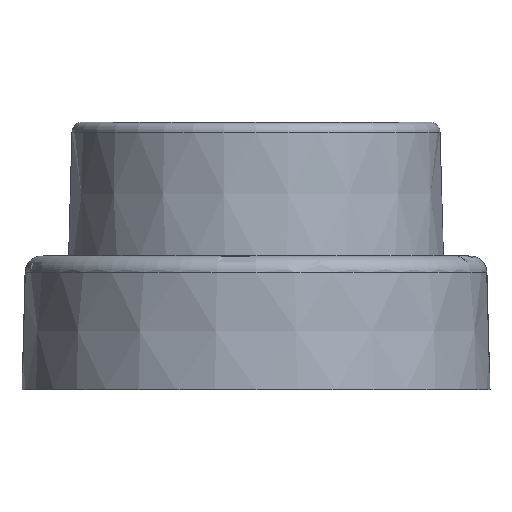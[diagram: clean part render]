
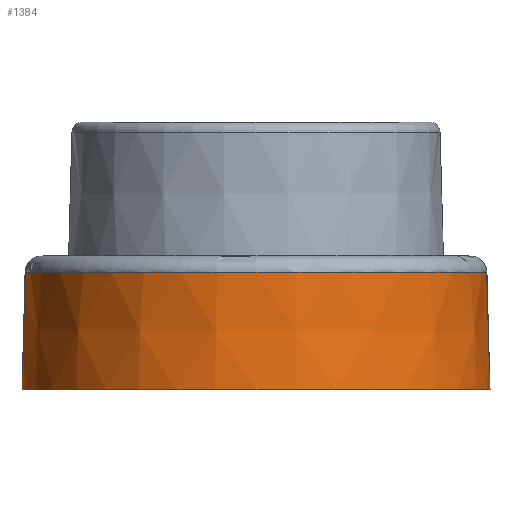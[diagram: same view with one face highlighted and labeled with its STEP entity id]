
A CAD part, left-side view. The second image highlights one B-rep face of the part: STEP entity #1384.
In plain terms, the highlighted conical face has half-angle 1.5 degrees and reference radius 25.4 mm.
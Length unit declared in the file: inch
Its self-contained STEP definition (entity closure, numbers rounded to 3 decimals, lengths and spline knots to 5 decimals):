
#81=CONICAL_SURFACE('',#1516,1.,0.026);
#97=LINE('',#2202,#217);
#98=LINE('',#2206,#218);
#217=VECTOR('',#1747,0.03938);
#218=VECTOR('',#1750,0.03938);
#354=FACE_OUTER_BOUND('',#427,.T.);
#427=EDGE_LOOP('',(#1001,#1002,#1003,#1004,#1005,#1006,#1007,#1008));
#539=CIRCLE('',#1517,0.27197);
#540=CIRCLE('',#1518,95.95107);
#541=CIRCLE('',#1519,0.27456);
#542=CIRCLE('',#1520,0.27559);
#543=CIRCLE('',#1521,0.27456);
#544=CIRCLE('',#1522,95.95107);
#634=VERTEX_POINT('',#2194);
#635=VERTEX_POINT('',#2195);
#636=VERTEX_POINT('',#2197);
#637=VERTEX_POINT('',#2199);
#638=VERTEX_POINT('',#2201);
#639=VERTEX_POINT('',#2203);
#640=VERTEX_POINT('',#2205);
#641=VERTEX_POINT('',#2207);
#780=EDGE_CURVE('',#634,#635,#539,.T.);
#781=EDGE_CURVE('',#635,#636,#540,.T.);
#782=EDGE_CURVE('',#636,#637,#541,.T.);
#783=EDGE_CURVE('',#638,#637,#97,.T.);
#784=EDGE_CURVE('',#638,#639,#542,.T.);
#785=EDGE_CURVE('',#640,#639,#98,.T.);
#786=EDGE_CURVE('',#640,#641,#543,.T.);
#787=EDGE_CURVE('',#641,#634,#544,.T.);
#1001=ORIENTED_EDGE('',*,*,#780,.T.);
#1002=ORIENTED_EDGE('',*,*,#781,.T.);
#1003=ORIENTED_EDGE('',*,*,#782,.T.);
#1004=ORIENTED_EDGE('',*,*,#783,.F.);
#1005=ORIENTED_EDGE('',*,*,#784,.T.);
#1006=ORIENTED_EDGE('',*,*,#785,.F.);
#1007=ORIENTED_EDGE('',*,*,#786,.T.);
#1008=ORIENTED_EDGE('',*,*,#787,.T.);
#1384=ADVANCED_FACE('',(#354),#81,.T.);
#1516=AXIS2_PLACEMENT_3D('',#2193,#1739,#1740);
#1517=AXIS2_PLACEMENT_3D('',#2196,#1741,#1742);
#1518=AXIS2_PLACEMENT_3D('',#2198,#1743,#1744);
#1519=AXIS2_PLACEMENT_3D('',#2200,#1745,#1746);
#1520=AXIS2_PLACEMENT_3D('',#2204,#1748,#1749);
#1521=AXIS2_PLACEMENT_3D('',#2208,#1751,#1752);
#1522=AXIS2_PLACEMENT_3D('',#2209,#1753,#1754);
#1739=DIRECTION('center_axis',(0.,0.,-1.));
#1740=DIRECTION('ref_axis',(-1.,0.,0.));
#1741=DIRECTION('center_axis',(0.,0.,-1.));
#1742=DIRECTION('ref_axis',(-1.,0.,0.));
#1743=DIRECTION('center_axis',(-0.999,0.,
-0.052));
#1744=DIRECTION('ref_axis',(-0.001,1.,0.028));
#1745=DIRECTION('center_axis',(0.,0.,-1.));
#1746=DIRECTION('ref_axis',(-1.,0.,0.));
#1747=DIRECTION('',(0.,-0.026,1.));
#1748=DIRECTION('center_axis',(0.,0.,1.));
#1749=DIRECTION('ref_axis',(-1.,0.,0.));
#1750=DIRECTION('',(0.,-0.026,-1.));
#1751=DIRECTION('center_axis',(0.,0.,-1.));
#1752=DIRECTION('ref_axis',(-1.,0.,0.));
#1753=DIRECTION('center_axis',(-0.999,0.,-0.052));
#1754=DIRECTION('ref_axis',(-0.002,-1.,0.029));
#2193=CARTESIAN_POINT('Origin',(-0.24606,0.,-27.66408));
#2194=CARTESIAN_POINT('',(-0.25912,-0.27166,0.13831));
#2195=CARTESIAN_POINT('',(-0.25912,0.27166,0.13831));
#2196=CARTESIAN_POINT('Origin',(-0.24606,0.,0.13831));
#2197=CARTESIAN_POINT('',(-0.25394,0.27445,0.03937));
#2198=CARTESIAN_POINT('Origin',(-0.11509,-95.63994,-2.60996));
#2199=CARTESIAN_POINT('',(-0.24606,0.27456,0.03937));
#2200=CARTESIAN_POINT('Origin',(-0.24606,0.,0.03937));
#2201=CARTESIAN_POINT('',(-0.24606,0.27559,0.));
#2202=CARTESIAN_POINT('',(-0.24606,0.27559,0.));
#2203=CARTESIAN_POINT('',(-0.24606,-0.27559,0.));
#2204=CARTESIAN_POINT('Origin',(-0.24606,0.,0.));
#2205=CARTESIAN_POINT('',(-0.24606,-0.27456,0.03937));
#2206=CARTESIAN_POINT('',(-0.24606,-0.27456,0.03937));
#2207=CARTESIAN_POINT('',(-0.25394,-0.27445,0.03937));
#2208=CARTESIAN_POINT('Origin',(-0.24606,0.,0.03937));
#2209=CARTESIAN_POINT('Origin',(-0.11509,95.63994,-2.60996));
